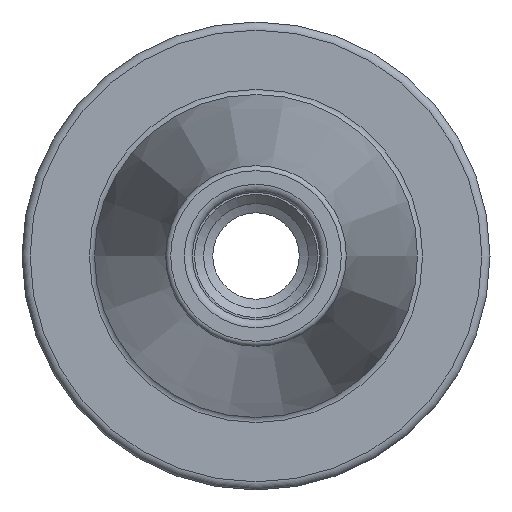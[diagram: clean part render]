
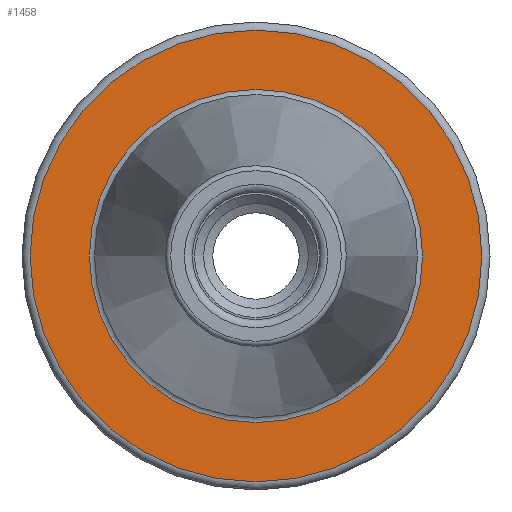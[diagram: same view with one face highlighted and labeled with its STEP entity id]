
A CAD part, left-side view. The second image highlights one B-rep face of the part: STEP entity #1458.
In plain terms, the highlighted planar face has unit normal (-1, 0, 0).
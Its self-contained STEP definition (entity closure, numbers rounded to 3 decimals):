
#61=FACE_BOUND('',#261,.T.);
#166=FACE_OUTER_BOUND('',#260,.T.);
#260=EDGE_LOOP('',(#1071));
#261=EDGE_LOOP('',(#1072));
#488=CIRCLE('',#1649,22.2);
#490=CIRCLE('',#1652,16.375);
#615=VERTEX_POINT('',#2520);
#616=VERTEX_POINT('',#2525);
#784=EDGE_CURVE('',#615,#615,#488,.T.);
#786=EDGE_CURVE('',#616,#616,#490,.T.);
#1071=ORIENTED_EDGE('',*,*,#784,.F.);
#1072=ORIENTED_EDGE('',*,*,#786,.T.);
#1409=PLANE('',#1651);
#1458=ADVANCED_FACE('',(#166,#61),#1409,.T.);
#1649=AXIS2_PLACEMENT_3D('',#2522,#1958,#1959);
#1651=AXIS2_PLACEMENT_3D('',#2524,#1962,#1963);
#1652=AXIS2_PLACEMENT_3D('',#2526,#1964,#1965);
#1958=DIRECTION('center_axis',(1.,0.,0.));
#1959=DIRECTION('ref_axis',(0.,0.,-1.));
#1962=DIRECTION('center_axis',(-1.,0.,0.));
#1963=DIRECTION('ref_axis',(0.,0.,1.));
#1964=DIRECTION('center_axis',(1.,0.,0.));
#1965=DIRECTION('ref_axis',(0.,0.,-1.));
#2520=CARTESIAN_POINT('',(2.,0.,22.2));
#2522=CARTESIAN_POINT('Origin',(2.,0.,0.));
#2524=CARTESIAN_POINT('Origin',(2.,22.2,0.));
#2525=CARTESIAN_POINT('',(2.,0.,16.375));
#2526=CARTESIAN_POINT('Origin',(2.,0.,0.));
